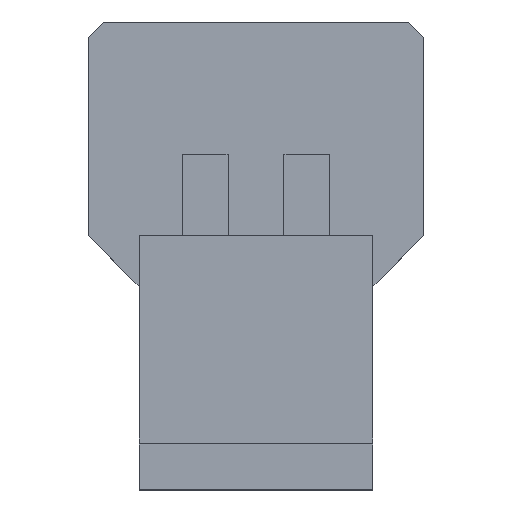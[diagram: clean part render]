
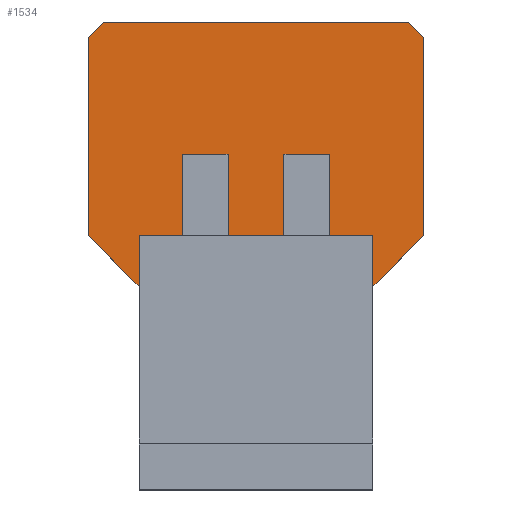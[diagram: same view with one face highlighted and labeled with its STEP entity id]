
A CAD part, top view. The second image highlights one B-rep face of the part: STEP entity #1534.
In plain terms, the highlighted planar face has unit normal (0, 0, 1).
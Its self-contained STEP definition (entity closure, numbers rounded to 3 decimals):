
#145=DIRECTION('',(-0.707,-0.707,0.));
#146=VECTOR('',#145,1.414);
#147=CARTESIAN_POINT('',(3.3,0.4,0.75));
#148=LINE('',#147,#146);
#157=DIRECTION('',(0.,1.,0.));
#158=VECTOR('',#157,3.9);
#159=CARTESIAN_POINT('',(3.3,0.4,0.75));
#160=LINE('',#159,#158);
#161=DIRECTION('',(0.,1.,0.));
#162=VECTOR('',#161,1.6);
#163=CARTESIAN_POINT('',(1.45,0.4,0.75));
#164=LINE('',#163,#162);
#165=DIRECTION('',(1.,0.,0.));
#166=VECTOR('',#165,0.9);
#167=CARTESIAN_POINT('',(0.55,2.,0.75));
#168=LINE('',#167,#166);
#169=DIRECTION('',(0.,1.,0.));
#170=VECTOR('',#169,1.6);
#171=CARTESIAN_POINT('',(0.55,0.4,0.75));
#172=LINE('',#171,#170);
#173=DIRECTION('',(1.,0.,0.));
#174=VECTOR('',#173,1.1);
#175=CARTESIAN_POINT('',(-0.55,0.4,0.75));
#176=LINE('',#175,#174);
#177=DIRECTION('',(0.,1.,0.));
#178=VECTOR('',#177,1.6);
#179=CARTESIAN_POINT('',(-0.55,0.4,0.75));
#180=LINE('',#179,#178);
#181=DIRECTION('',(1.,0.,0.));
#182=VECTOR('',#181,0.9);
#183=CARTESIAN_POINT('',(-1.45,2.,0.75));
#184=LINE('',#183,#182);
#185=DIRECTION('',(0.,1.,0.));
#186=VECTOR('',#185,1.6);
#187=CARTESIAN_POINT('',(-1.45,0.4,0.75));
#188=LINE('',#187,#186);
#189=DIRECTION('',(1.,0.,0.));
#190=VECTOR('',#189,0.85);
#191=CARTESIAN_POINT('',(-2.3,0.4,0.75));
#192=LINE('',#191,#190);
#193=DIRECTION('',(0.,1.,0.));
#194=VECTOR('',#193,1.);
#195=CARTESIAN_POINT('',(-2.3,-0.6,0.75));
#196=LINE('',#195,#194);
#197=DIRECTION('',(0.,-1.,0.));
#198=VECTOR('',#197,1.);
#199=CARTESIAN_POINT('',(2.3,0.4,0.75));
#200=LINE('',#199,#198);
#201=DIRECTION('',(1.,0.,0.));
#202=VECTOR('',#201,0.85);
#203=CARTESIAN_POINT('',(1.45,0.4,0.75));
#204=LINE('',#203,#202);
#401=DIRECTION('',(-1.,0.,0.));
#402=VECTOR('',#401,6.);
#403=CARTESIAN_POINT('',(3.,4.6,0.75));
#404=LINE('',#403,#402);
#453=DIRECTION('',(0.707,-0.707,0.));
#454=VECTOR('',#453,0.424);
#455=CARTESIAN_POINT('',(3.,4.6,0.75));
#456=LINE('',#455,#454);
#469=DIRECTION('',(0.707,0.707,0.));
#470=VECTOR('',#469,0.424);
#471=CARTESIAN_POINT('',(-3.3,4.3,0.75));
#472=LINE('',#471,#470);
#477=DIRECTION('',(0.,-1.,0.));
#478=VECTOR('',#477,3.9);
#479=CARTESIAN_POINT('',(-3.3,4.3,0.75));
#480=LINE('',#479,#478);
#505=DIRECTION('',(-0.707,0.707,0.));
#506=VECTOR('',#505,1.414);
#507=CARTESIAN_POINT('',(-2.3,-0.6,0.75));
#508=LINE('',#507,#506);
#981=CARTESIAN_POINT('',(-2.3,-0.6,0.75));
#982=CARTESIAN_POINT('',(-2.3,0.4,0.75));
#983=VERTEX_POINT('',#981);
#984=VERTEX_POINT('',#982);
#985=CARTESIAN_POINT('',(2.3,0.4,0.75));
#986=CARTESIAN_POINT('',(2.3,-0.6,0.75));
#987=VERTEX_POINT('',#985);
#988=VERTEX_POINT('',#986);
#1006=CARTESIAN_POINT('',(-3.3,0.4,0.75));
#1008=VERTEX_POINT('',#1006);
#1010=CARTESIAN_POINT('',(3.3,0.4,0.75));
#1012=VERTEX_POINT('',#1010);
#1018=CARTESIAN_POINT('',(3.,4.6,0.75));
#1020=VERTEX_POINT('',#1018);
#1022=CARTESIAN_POINT('',(3.3,4.3,0.75));
#1024=VERTEX_POINT('',#1022);
#1026=CARTESIAN_POINT('',(-3.3,4.3,0.75));
#1028=VERTEX_POINT('',#1026);
#1030=CARTESIAN_POINT('',(-3.,4.6,0.75));
#1032=VERTEX_POINT('',#1030);
#1069=CARTESIAN_POINT('',(-1.45,0.4,0.75));
#1070=VERTEX_POINT('',#1069);
#1103=CARTESIAN_POINT('',(-0.55,0.4,0.75));
#1104=CARTESIAN_POINT('',(-0.55,2.,0.75));
#1105=VERTEX_POINT('',#1103);
#1106=VERTEX_POINT('',#1104);
#1107=CARTESIAN_POINT('',(-1.45,2.,0.75));
#1108=VERTEX_POINT('',#1107);
#1225=CARTESIAN_POINT('',(1.45,0.4,0.75));
#1226=CARTESIAN_POINT('',(1.45,2.,0.75));
#1227=VERTEX_POINT('',#1225);
#1228=VERTEX_POINT('',#1226);
#1229=CARTESIAN_POINT('',(0.55,0.4,0.75));
#1230=CARTESIAN_POINT('',(0.55,2.,0.75));
#1231=VERTEX_POINT('',#1229);
#1232=VERTEX_POINT('',#1230);
#1495=CARTESIAN_POINT('',(0.,0.,0.75));
#1496=DIRECTION('',(0.,0.,-1.));
#1497=DIRECTION('',(-1.,0.,0.));
#1498=AXIS2_PLACEMENT_3D('',#1495,#1496,#1497);
#1499=PLANE('',#1498);
#1501=ORIENTED_EDGE('',*,*,#1500,.T.);
#1503=ORIENTED_EDGE('',*,*,#1502,.F.);
#1505=ORIENTED_EDGE('',*,*,#1504,.F.);
#1507=ORIENTED_EDGE('',*,*,#1506,.F.);
#1509=ORIENTED_EDGE('',*,*,#1508,.T.);
#1511=ORIENTED_EDGE('',*,*,#1510,.F.);
#1513=ORIENTED_EDGE('',*,*,#1512,.F.);
#1515=ORIENTED_EDGE('',*,*,#1514,.F.);
#1516=ORIENTED_EDGE('',*,*,#1318,.F.);
#1518=ORIENTED_EDGE('',*,*,#1517,.T.);
#1520=ORIENTED_EDGE('',*,*,#1519,.F.);
#1522=ORIENTED_EDGE('',*,*,#1521,.T.);
#1524=ORIENTED_EDGE('',*,*,#1523,.F.);
#1526=ORIENTED_EDGE('',*,*,#1525,.T.);
#1527=ORIENTED_EDGE('',*,*,#1488,.F.);
#1528=ORIENTED_EDGE('',*,*,#1476,.T.);
#1529=ORIENTED_EDGE('',*,*,#1410,.F.);
#1531=ORIENTED_EDGE('',*,*,#1530,.F.);
#1532=EDGE_LOOP('',(#1501,#1503,#1505,#1507,#1509,#1511,#1513,#1515,#1516,#1518,
#1520,#1522,#1524,#1526,#1527,#1528,#1529,#1531));
#1533=FACE_OUTER_BOUND('',#1532,.F.);
#1534=ADVANCED_FACE('',(#1533),#1499,.F.);
#1318=EDGE_CURVE('',#983,#984,#196,.T.);
#1410=EDGE_CURVE('',#987,#988,#200,.T.);
#1476=EDGE_CURVE('',#1012,#988,#148,.T.);
#1488=EDGE_CURVE('',#1012,#1024,#160,.T.);
#1500=EDGE_CURVE('',#1227,#1228,#164,.T.);
#1502=EDGE_CURVE('',#1232,#1228,#168,.T.);
#1504=EDGE_CURVE('',#1231,#1232,#172,.T.);
#1506=EDGE_CURVE('',#1105,#1231,#176,.T.);
#1508=EDGE_CURVE('',#1105,#1106,#180,.T.);
#1510=EDGE_CURVE('',#1108,#1106,#184,.T.);
#1512=EDGE_CURVE('',#1070,#1108,#188,.T.);
#1514=EDGE_CURVE('',#984,#1070,#192,.T.);
#1517=EDGE_CURVE('',#983,#1008,#508,.T.);
#1519=EDGE_CURVE('',#1028,#1008,#480,.T.);
#1521=EDGE_CURVE('',#1028,#1032,#472,.T.);
#1523=EDGE_CURVE('',#1020,#1032,#404,.T.);
#1525=EDGE_CURVE('',#1020,#1024,#456,.T.);
#1530=EDGE_CURVE('',#1227,#987,#204,.T.);
